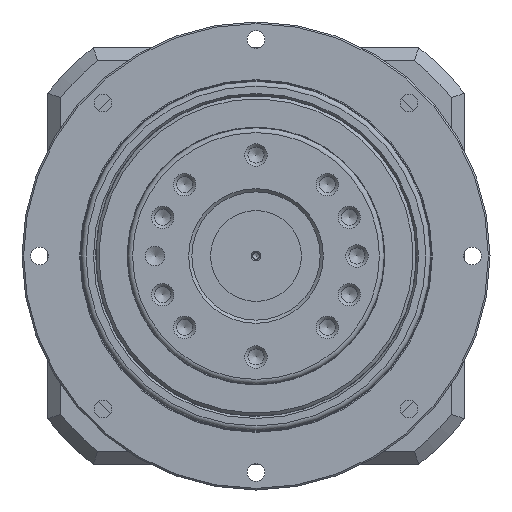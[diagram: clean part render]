
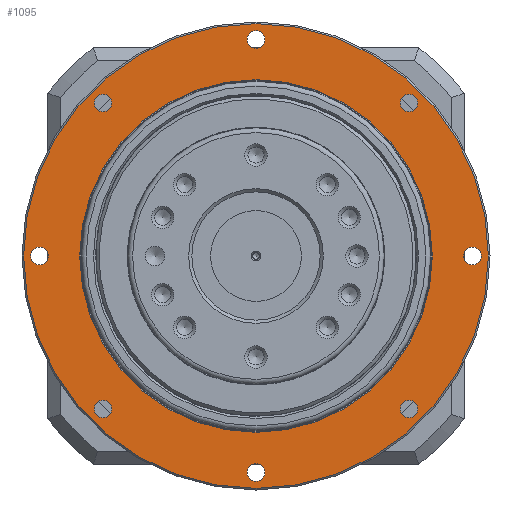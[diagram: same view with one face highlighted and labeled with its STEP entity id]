
A CAD part, left-side view. The second image highlights one B-rep face of the part: STEP entity #1095.
In plain terms, the highlighted planar face has unit normal (-1, 0, 0).
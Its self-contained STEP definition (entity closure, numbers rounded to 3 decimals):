
#213=CARTESIAN_POINT('',(-41.,72.5,0.0));
#214=VERTEX_POINT('',#213);
#215=CARTESIAN_POINT('',(-41.,0.,0.0));
#216=DIRECTION('',(-1.0,0.0,0.0));
#217=DIRECTION('',(0.0,-1.0,0.0));
#218=AXIS2_PLACEMENT_3D('',#215,#216,#217);
#219=CIRCLE('',#218,72.5);
#220=EDGE_CURVE('',#214,#214,#219,.T.);
#297=CARTESIAN_POINT('',(-41.,-47.73,-50.48));
#298=VERTEX_POINT('',#297);
#299=CARTESIAN_POINT('',(-41.,-47.73,-47.73));
#300=DIRECTION('',(-1.0,0.0,0.0));
#301=DIRECTION('',(0.0,-1.0,0.0));
#302=AXIS2_PLACEMENT_3D('',#299,#300,#301);
#303=CIRCLE('',#302,2.75);
#304=EDGE_CURVE('',#298,#298,#303,.T.);
#325=CARTESIAN_POINT('',(-41.,-67.5,-2.75));
#326=VERTEX_POINT('',#325);
#327=CARTESIAN_POINT('',(-41.,-67.5,0.));
#328=DIRECTION('',(-1.0,0.0,0.0));
#329=DIRECTION('',(0.0,-1.0,0.0));
#330=AXIS2_PLACEMENT_3D('',#327,#328,#329);
#331=CIRCLE('',#330,2.75);
#332=EDGE_CURVE('',#326,#326,#331,.T.);
#353=CARTESIAN_POINT('',(-41.,-47.73,44.98));
#354=VERTEX_POINT('',#353);
#355=CARTESIAN_POINT('',(-41.,-47.73,47.73));
#356=DIRECTION('',(-1.0,0.0,0.0));
#357=DIRECTION('',(0.0,-1.0,0.0));
#358=AXIS2_PLACEMENT_3D('',#355,#356,#357);
#359=CIRCLE('',#358,2.75);
#360=EDGE_CURVE('',#354,#354,#359,.T.);
#381=CARTESIAN_POINT('',(-41.,0.,64.75));
#382=VERTEX_POINT('',#381);
#383=CARTESIAN_POINT('',(-41.,0.,67.5));
#384=DIRECTION('',(-1.0,0.0,0.0));
#385=DIRECTION('',(0.0,-1.0,0.0));
#386=AXIS2_PLACEMENT_3D('',#383,#384,#385);
#387=CIRCLE('',#386,2.75);
#388=EDGE_CURVE('',#382,#382,#387,.T.);
#409=CARTESIAN_POINT('',(-41.,47.73,44.98));
#410=VERTEX_POINT('',#409);
#411=CARTESIAN_POINT('',(-41.,47.73,47.73));
#412=DIRECTION('',(-1.0,0.0,0.0));
#413=DIRECTION('',(0.0,-1.0,0.0));
#414=AXIS2_PLACEMENT_3D('',#411,#412,#413);
#415=CIRCLE('',#414,2.75);
#416=EDGE_CURVE('',#410,#410,#415,.T.);
#437=CARTESIAN_POINT('',(-41.,67.5,-2.75));
#438=VERTEX_POINT('',#437);
#439=CARTESIAN_POINT('',(-41.,67.5,0.));
#440=DIRECTION('',(-1.0,0.0,0.0));
#441=DIRECTION('',(0.0,-1.0,0.0));
#442=AXIS2_PLACEMENT_3D('',#439,#440,#441);
#443=CIRCLE('',#442,2.75);
#444=EDGE_CURVE('',#438,#438,#443,.T.);
#465=CARTESIAN_POINT('',(-41.,47.73,-50.48));
#466=VERTEX_POINT('',#465);
#467=CARTESIAN_POINT('',(-41.,47.73,-47.73));
#468=DIRECTION('',(-1.0,0.0,0.0));
#469=DIRECTION('',(0.0,-1.0,0.0));
#470=AXIS2_PLACEMENT_3D('',#467,#468,#469);
#471=CIRCLE('',#470,2.75);
#472=EDGE_CURVE('',#466,#466,#471,.T.);
#493=CARTESIAN_POINT('',(-41.,0.,-70.25));
#494=VERTEX_POINT('',#493);
#495=CARTESIAN_POINT('',(-41.,0.,-67.5));
#496=DIRECTION('',(-1.0,0.0,0.0));
#497=DIRECTION('',(0.0,-1.0,0.0));
#498=AXIS2_PLACEMENT_3D('',#495,#496,#497);
#499=CIRCLE('',#498,2.75);
#500=EDGE_CURVE('',#494,#494,#499,.T.);
#908=CARTESIAN_POINT('',(-41.,55.,0.0));
#909=VERTEX_POINT('',#908);
#910=CARTESIAN_POINT('',(-41.,0.,0.0));
#911=DIRECTION('',(1.0,0.0,0.0));
#912=DIRECTION('',(0.0,1.0,0.0));
#913=AXIS2_PLACEMENT_3D('',#910,#911,#912);
#914=CIRCLE('',#913,55.0);
#915=EDGE_CURVE('',#909,#909,#914,.T.);
#1060=CARTESIAN_POINT('',(-41.,55.,0.0));
#1061=DIRECTION('',(-1.0,0.0,0.0));
#1062=DIRECTION('',(0.0,0.0,1.0));
#1063=AXIS2_PLACEMENT_3D('',#1060,#1061,#1062);
#1064=PLANE('',#1063);
#1065=ORIENTED_EDGE('',*,*,#220,.T.);
#1066=EDGE_LOOP('',(#1065));
#1067=FACE_OUTER_BOUND('',#1066,.T.);
#1068=ORIENTED_EDGE('',*,*,#304,.F.);
#1069=EDGE_LOOP('',(#1068));
#1070=FACE_BOUND('',#1069,.T.);
#1071=ORIENTED_EDGE('',*,*,#332,.F.);
#1072=EDGE_LOOP('',(#1071));
#1073=FACE_BOUND('',#1072,.T.);
#1074=ORIENTED_EDGE('',*,*,#360,.F.);
#1075=EDGE_LOOP('',(#1074));
#1076=FACE_BOUND('',#1075,.T.);
#1077=ORIENTED_EDGE('',*,*,#388,.F.);
#1078=EDGE_LOOP('',(#1077));
#1079=FACE_BOUND('',#1078,.T.);
#1080=ORIENTED_EDGE('',*,*,#416,.F.);
#1081=EDGE_LOOP('',(#1080));
#1082=FACE_BOUND('',#1081,.T.);
#1083=ORIENTED_EDGE('',*,*,#444,.F.);
#1084=EDGE_LOOP('',(#1083));
#1085=FACE_BOUND('',#1084,.T.);
#1086=ORIENTED_EDGE('',*,*,#472,.F.);
#1087=EDGE_LOOP('',(#1086));
#1088=FACE_BOUND('',#1087,.T.);
#1089=ORIENTED_EDGE('',*,*,#500,.F.);
#1090=EDGE_LOOP('',(#1089));
#1091=FACE_BOUND('',#1090,.T.);
#1092=ORIENTED_EDGE('',*,*,#915,.T.);
#1093=EDGE_LOOP('',(#1092));
#1094=FACE_BOUND('',#1093,.T.);
#1095=ADVANCED_FACE('',(#1067,#1070,#1073,#1076,#1079,#1082,#1085,#1088,#1091,#1094),#1064,.T.);
